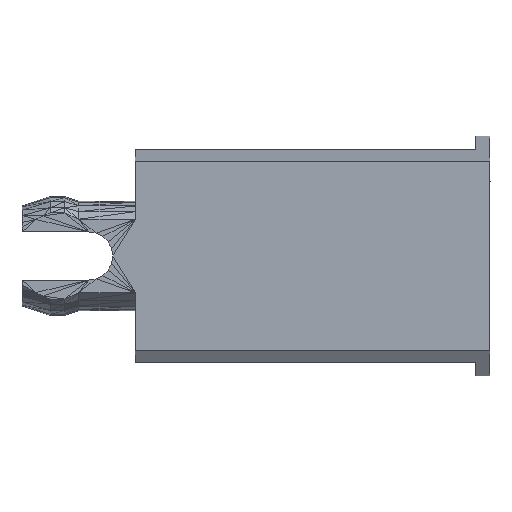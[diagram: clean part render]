
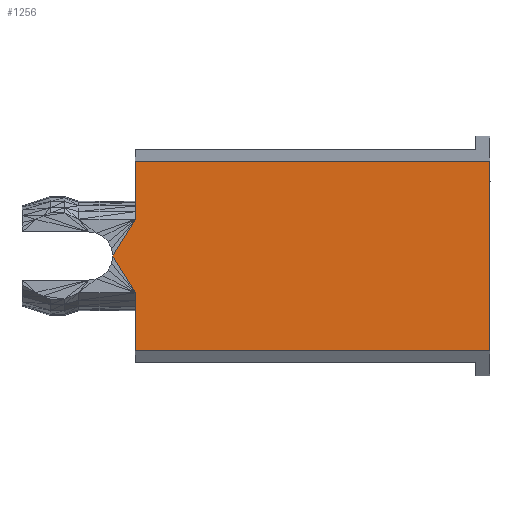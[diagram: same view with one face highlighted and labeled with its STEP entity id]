
A CAD part, left-side view. The second image highlights one B-rep face of the part: STEP entity #1256.
In plain terms, the highlighted face is planar.
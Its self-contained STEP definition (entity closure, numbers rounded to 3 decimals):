
#159 = DIRECTION ( 'NONE',  ( -0.525, -0.851, 0. ) ) ;
#197 = CARTESIAN_POINT ( 'NONE',  ( 18., -5.019, -4. ) ) ;
#238 = LINE ( 'NONE', #6958, #8103 ) ;
#405 = LINE ( 'NONE', #8692, #4230 ) ;
#411 = VERTEX_POINT ( 'NONE', #2241 ) ;
#537 = LINE ( 'NONE', #5994, #2804 ) ;
#553 = ORIENTED_EDGE ( 'NONE', *, *, #6265, .F. ) ;
#698 = CARTESIAN_POINT ( 'NONE',  ( 19.2, 0., -4. ) ) ;
#787 = CARTESIAN_POINT ( 'NONE',  ( 18., -1.945, -4. ) ) ;
#1218 = VECTOR ( 'NONE', #2206, 1000. ) ;
#1256 = ADVANCED_FACE ( 'NONE', ( #7166 ), #7885, .F. ) ;
#1321 = CARTESIAN_POINT ( 'NONE',  ( 18., 1.945, -4. ) ) ;
#1358 = CARTESIAN_POINT ( 'NONE',  ( -0.75, 5.019, -4. ) ) ;
#1497 = VECTOR ( 'NONE', #159, 1000. ) ;
#1833 = ORIENTED_EDGE ( 'NONE', *, *, #2784, .T. ) ;
#1901 = AXIS2_PLACEMENT_3D ( 'NONE', #2501, #7973, #2329 ) ;
#2206 = DIRECTION ( 'NONE',  ( 1., 0., 0. ) ) ;
#2241 = CARTESIAN_POINT ( 'NONE',  ( -0.75, -5.019, -4. ) ) ;
#2329 = DIRECTION ( 'NONE',  ( 0., -1., 0. ) ) ;
#2501 = CARTESIAN_POINT ( 'NONE',  ( 18., 6.928, -4. ) ) ;
#2597 = EDGE_CURVE ( 'NONE', #4530, #4555, #4510, .T. ) ;
#2784 = EDGE_CURVE ( 'NONE', #4555, #6550, #6335, .T. ) ;
#2804 = VECTOR ( 'NONE', #8736, 1000. ) ;
#3152 = CARTESIAN_POINT ( 'NONE',  ( -0.75, 9.238, -4. ) ) ;
#3560 = EDGE_CURVE ( 'NONE', #5866, #411, #8671, .T. ) ;
#3655 = CARTESIAN_POINT ( 'NONE',  ( 19.2, 0., -4. ) ) ;
#3842 = VERTEX_POINT ( 'NONE', #197 ) ;
#4075 = ORIENTED_EDGE ( 'NONE', *, *, #3560, .F. ) ;
#4230 = VECTOR ( 'NONE', #5948, 1000. ) ;
#4398 = DIRECTION ( 'NONE',  ( 0., 1., 0. ) ) ;
#4451 = VERTEX_POINT ( 'NONE', #7958 ) ;
#4510 = LINE ( 'NONE', #7965, #6488 ) ;
#4530 = VERTEX_POINT ( 'NONE', #1321 ) ;
#4555 = VERTEX_POINT ( 'NONE', #698 ) ;
#5181 = ORIENTED_EDGE ( 'NONE', *, *, #6978, .T. ) ;
#5293 = DIRECTION ( 'NONE',  ( 0., -1., 0. ) ) ;
#5309 = EDGE_LOOP ( 'NONE', ( #5181, #8226, #7236, #1833, #553, #6513, #4075 ) ) ;
#5462 = CARTESIAN_POINT ( 'NONE',  ( -0.75, -5.019, -4. ) ) ;
#5866 = VERTEX_POINT ( 'NONE', #1358 ) ;
#5926 = VECTOR ( 'NONE', #5293, 1000. ) ;
#5948 = DIRECTION ( 'NONE',  ( 1., 0., 0. ) ) ;
#5994 = CARTESIAN_POINT ( 'NONE',  ( 18., 6.928, -4. ) ) ;
#6039 = EDGE_CURVE ( 'NONE', #4530, #4451, #238, .T. ) ;
#6265 = EDGE_CURVE ( 'NONE', #3842, #6550, #537, .T. ) ;
#6335 = LINE ( 'NONE', #3655, #1497 ) ;
#6488 = VECTOR ( 'NONE', #7249, 1000. ) ;
#6513 = ORIENTED_EDGE ( 'NONE', *, *, #6755, .F. ) ;
#6550 = VERTEX_POINT ( 'NONE', #787 ) ;
#6755 = EDGE_CURVE ( 'NONE', #411, #3842, #8301, .T. ) ;
#6958 = CARTESIAN_POINT ( 'NONE',  ( 18., 6.928, -4. ) ) ;
#6978 = EDGE_CURVE ( 'NONE', #5866, #4451, #405, .T. ) ;
#7166 = FACE_OUTER_BOUND ( 'NONE', #5309, .T. ) ;
#7236 = ORIENTED_EDGE ( 'NONE', *, *, #2597, .T. ) ;
#7249 = DIRECTION ( 'NONE',  ( 0.525, -0.851, 0. ) ) ;
#7885 = PLANE ( 'NONE',  #1901 ) ;
#7958 = CARTESIAN_POINT ( 'NONE',  ( 18., 5.019, -4. ) ) ;
#7965 = CARTESIAN_POINT ( 'NONE',  ( 18., 1.945, -4. ) ) ;
#7973 = DIRECTION ( 'NONE',  ( 0., 0., 1. ) ) ;
#8103 = VECTOR ( 'NONE', #4398, 1000. ) ;
#8226 = ORIENTED_EDGE ( 'NONE', *, *, #6039, .F. ) ;
#8301 = LINE ( 'NONE', #5462, #1218 ) ;
#8671 = LINE ( 'NONE', #3152, #5926 ) ;
#8692 = CARTESIAN_POINT ( 'NONE',  ( -0.75, 5.019, -4. ) ) ;
#8736 = DIRECTION ( 'NONE',  ( 0., 1., 0. ) ) ;
